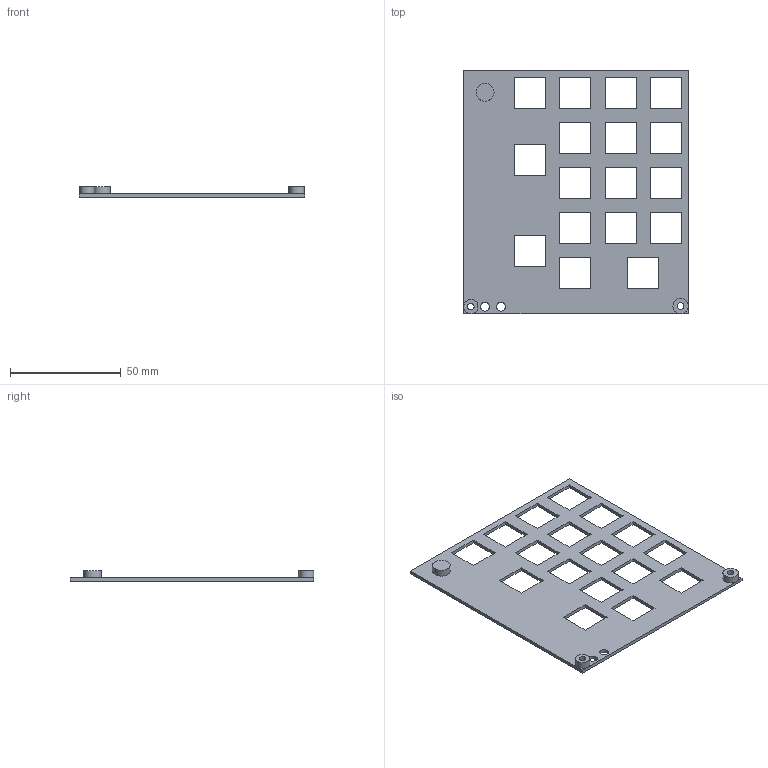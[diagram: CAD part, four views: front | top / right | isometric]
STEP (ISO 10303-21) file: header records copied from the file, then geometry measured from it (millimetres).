
FILE_DESCRIPTION(('FreeCAD Model'),'2;1');
FILE_NAME('Open CASCADE Shape Model','2024-06-27T11:08:50',(''),(''), 'Open CASCADE STEP processor 7.7','FreeCAD','Unknown');
FILE_SCHEMA(('AUTOMOTIVE_DESIGN { 1 0 10303 214 1 1 1 1 }'));
Length unit declared in the file: millimetre
Products named in the file (1): TopPlate
Bounding box: 102 x 110 x 4.7 mm (x, y, z)
Volume: 12101.1 mm3; surface area: 18095.8 mm2
Topology: 1 solids, 1 shells, 90 faces, 251 edges, 166 vertices
Faces by surface type: plane 79, cylinder 9, cone 2
Full cylindrical faces by diameter (mm): 3 x4, 4 x2, 6.5 x1, 7 x1, 8 x1
Entity records: 6234 total; most frequent: CARTESIAN_POINT 1036, DIRECTION 953, LINE 711, VECTOR 711, ORIENTED_EDGE 502, PCURVE 502, DEFINITIONAL_REPRESENTATION 502, EDGE_CURVE 251
